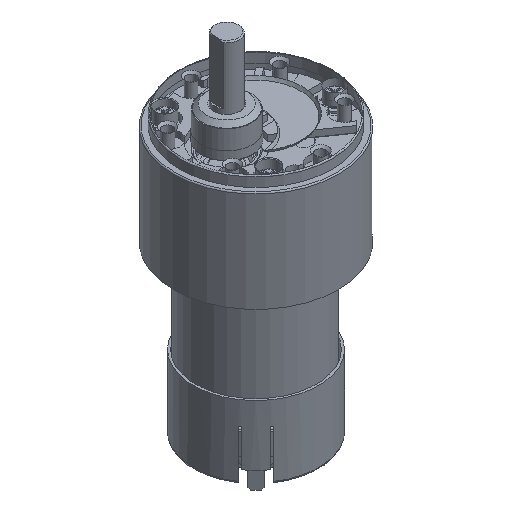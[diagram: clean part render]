
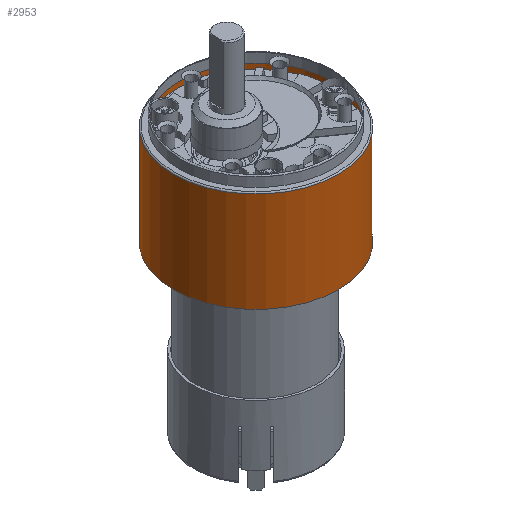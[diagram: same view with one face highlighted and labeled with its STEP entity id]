
A CAD part, isometric view. The second image highlights one B-rep face of the part: STEP entity #2953.
In plain terms, the highlighted cylindrical face has radius 19.8 mm (diameter 39.6 mm), a full revolution.
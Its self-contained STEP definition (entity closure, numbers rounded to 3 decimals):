
#2953=ADVANCED_FACE('',(#3628,#3629),#3356,.T.);
#3356=CYLINDRICAL_SURFACE('',#11511,19.8);
#3628=FACE_BOUND('',#4306,.T.);
#3629=FACE_BOUND('',#4307,.T.);
#4306=EDGE_LOOP('',(#6602));
#4307=EDGE_LOOP('',(#6603));
#6602=ORIENTED_EDGE('',*,*,#9669,.T.);
#6603=ORIENTED_EDGE('',*,*,#9668,.T.);
#8331=VERTEX_POINT('',#17763);
#8332=VERTEX_POINT('',#17766);
#9668=EDGE_CURVE('',#8331,#8331,#10544,.T.);
#9669=EDGE_CURVE('',#8332,#8332,#10545,.T.);
#10544=CIRCLE('',#11508,19.8);
#10545=CIRCLE('',#11510,19.8);
#11508=AXIS2_PLACEMENT_3D('',#17762,#14142,#14143);
#11510=AXIS2_PLACEMENT_3D('',#17765,#14146,#14147);
#11511=AXIS2_PLACEMENT_3D('',#17767,#14148,#14149);
#14142=DIRECTION('',(0.,0.,1.));
#14143=DIRECTION('',(-1.,0.,0.));
#14146=DIRECTION('',(0.,0.,-1.));
#14147=DIRECTION('',(-1.,0.,0.));
#14148=DIRECTION('',(0.,0.,1.));
#14149=DIRECTION('',(-1.,0.,0.));
#17762=CARTESIAN_POINT('',(0.,0.,-0.8));
#17763=CARTESIAN_POINT('',(-19.8,0.,-0.8));
#17765=CARTESIAN_POINT('',(0.,0.,23.1));
#17766=CARTESIAN_POINT('',(-19.8,0.,23.1));
#17767=CARTESIAN_POINT('',(0.,0.,-0.8));
